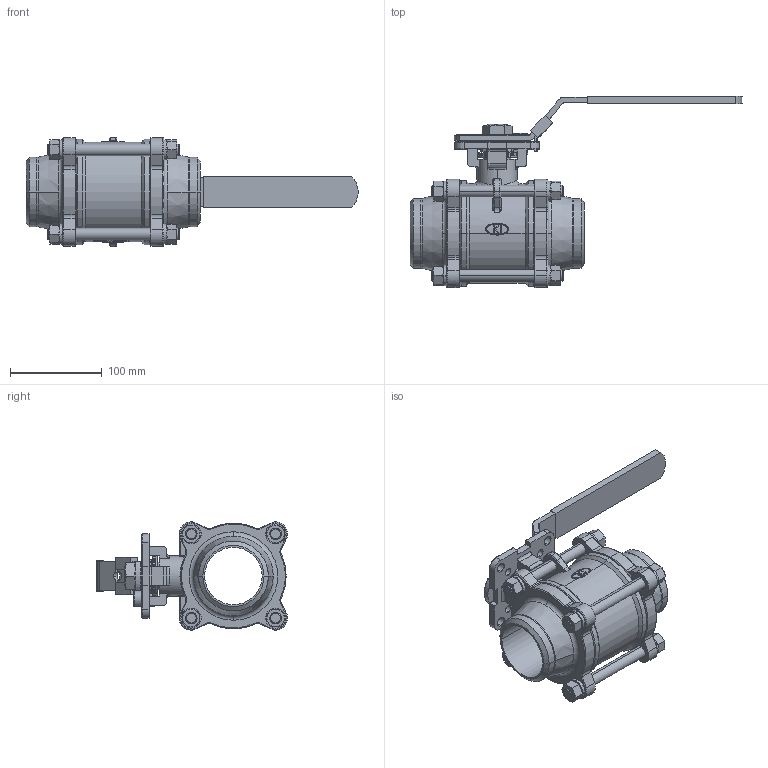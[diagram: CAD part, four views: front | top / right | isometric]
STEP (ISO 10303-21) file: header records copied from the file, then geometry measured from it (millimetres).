
FILE_DESCRIPTION (( 'STEP AP203' ), '1' );
FILE_NAME ('KV-L31 2.5.STEP', '2017-02-07T02:55:06', ( 'XiTongTianDi' ), ( 'XiTongTianDi.Com' ), 'SwSTEP 2.0', 'SolidWorks 2013', '' );
FILE_SCHEMA (( 'CONFIG_CONTROL_DESIGN' ));
Products named in the file (1): KV-L31 2.5
Bounding box: 361.91 x 208.2 x 117.92 mm (x, y, z)
Volume: 1242635.9 mm3; surface area: 217803 mm2
Topology: 1 solids, 2 shells, 1205 faces, 3143 edges, 1965 vertices
Faces by surface type: cylinder 372, plane 363, bspline 227, torus 146, cone 97
Entity records: 99527 total; most frequent: CARTESIAN_POINT 72120, ORIENTED_EDGE 6278, DIRECTION 5010, EDGE_CURVE 3139, VERTEX_POINT 1965, AXIS2_PLACEMENT_3D 1909, EDGE_LOOP 1286, FACE_OUTER_BOUND 1205
